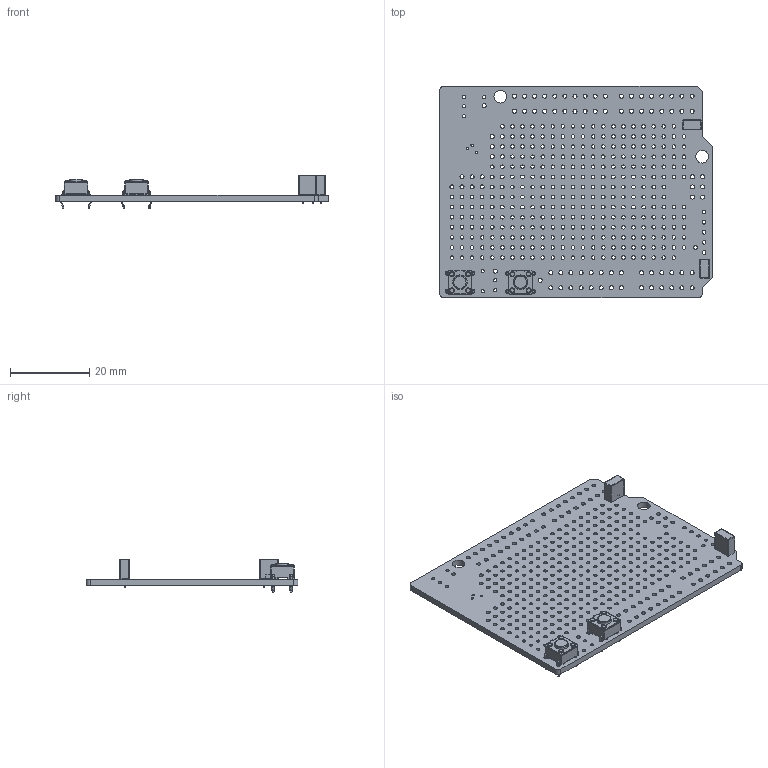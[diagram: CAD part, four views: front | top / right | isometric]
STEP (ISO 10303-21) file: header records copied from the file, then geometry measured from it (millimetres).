
FILE_DESCRIPTION(/* description */ (''),/* implementation_level */ '2;1');
FILE_NAME(/* name */ 'LasKKit_UNO_Proto_SOIC_Shield v2.step',/* time_stamp */ '2025-04-30T13:08:14+02:00',/* author */ (''),/* organization */ (''),/* preprocessor_version */ 'ST-DEVELOPER v20.1',/* originating_system */ 'Autodesk Translation Framework v14.4.0.0',/* authorisation */ '');
FILE_SCHEMA (('AUTOMOTIVE_DESIGN { 1 0 10303 214 3 1 1 }'));
Length unit declared in the file: millimetre
Products named in the file (6): LasKKit_UNO_Proto_SOIC_Shield; Board; Packages; LASKKIT_10MM_SILKSCREEN; B3F-10XX; C025-025X050
Assembly tree (7 placements, depth 3):
  LasKKit_UNO_Proto_SOIC_Shield
    Board
    Packages
      LASKKIT_10MM_SILKSCREEN
      B3F-10XX  x2
      C025-025X050  x2
Bounding box: 68.58 x 53.34 x 8.53 mm (x, y, z)
Volume: 5577 mm3; surface area: 9588.3 mm2
Topology: 5 solids, 5 shells, 1674 faces, 4034 edges, 2366 vertices
Faces by surface type: cylinder 953, plane 301, torus 200, sphere 166, bspline 52, cone 2
Full cylindrical faces by diameter (mm): 0.61 x3, 0.813 x12, 0.9 x300, 0.95 x8, 1 x8, 1.016 x95, 3.2 x2, 3.6 x2
Entity records: 34707 total; most frequent: DIRECTION 6292, CARTESIAN_POINT 5810, ORIENTED_EDGE 5284, EDGE_CURVE 2642, AXIS2_PLACEMENT_3D 2611, EDGE_LOOP 1903, VERTEX_POINT 1609, CIRCLE 1514
